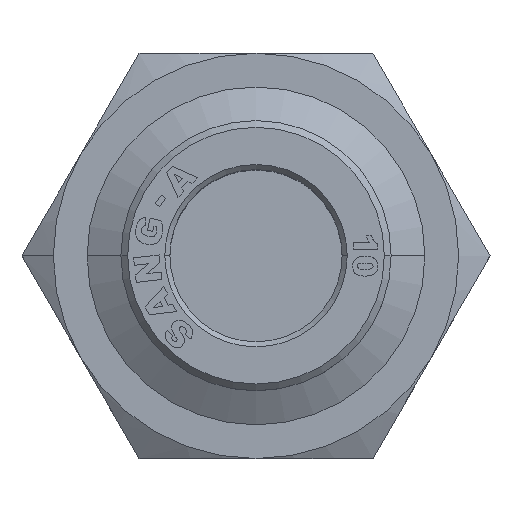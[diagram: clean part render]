
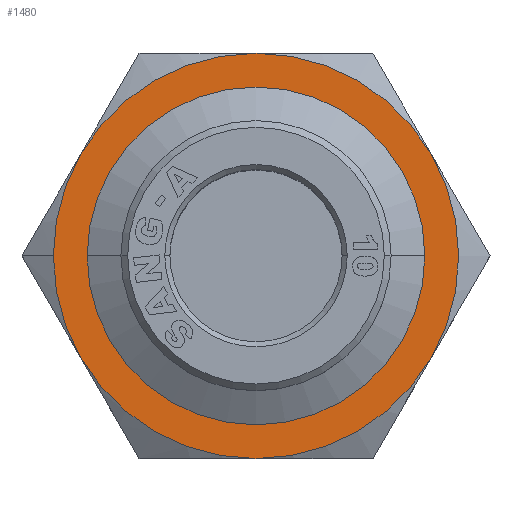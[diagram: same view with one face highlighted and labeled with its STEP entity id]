
A CAD part, top view. The second image highlights one B-rep face of the part: STEP entity #1480.
In plain terms, the highlighted planar face has unit normal (0, 0, 1).
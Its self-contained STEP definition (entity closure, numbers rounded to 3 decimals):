
#145 = CARTESIAN_POINT ( 'NONE',  ( -10.392, 6., 8.2 ) ) ;
#262 = ORIENTED_EDGE ( 'NONE', *, *, #5821, .F. ) ;
#634 = CIRCLE ( 'NONE', #8631, 12. ) ;
#663 = DIRECTION ( 'NONE',  ( 1., 0., 0. ) ) ;
#704 = PLANE ( 'NONE',  #9854 ) ;
#1480 = ADVANCED_FACE ( 'NONE', ( #12494, #6541 ), #704, .F. ) ;
#1580 = DIRECTION ( 'NONE',  ( 0., 0., -1. ) ) ;
#1702 = ORIENTED_EDGE ( 'NONE', *, *, #5905, .F. ) ;
#1706 = ORIENTED_EDGE ( 'NONE', *, *, #11665, .F. ) ;
#1814 = CARTESIAN_POINT ( 'NONE',  ( 0., 0., 8.2 ) ) ;
#2252 = VERTEX_POINT ( 'NONE', #7413 ) ;
#2357 = CIRCLE ( 'NONE', #13203, 12. ) ;
#2543 = DIRECTION ( 'NONE',  ( 0., 0., -1. ) ) ;
#2701 = CARTESIAN_POINT ( 'NONE',  ( 0., 0., 8.2 ) ) ;
#2736 = VERTEX_POINT ( 'NONE', #4896 ) ;
#3110 = DIRECTION ( 'NONE',  ( 0., 0., 1. ) ) ;
#3146 = CARTESIAN_POINT ( 'NONE',  ( 0., 0., 8.2 ) ) ;
#3357 = AXIS2_PLACEMENT_3D ( 'NONE', #15108, #4268, #6732 ) ;
#3482 = CARTESIAN_POINT ( 'NONE',  ( 10.392, 6., 8.2 ) ) ;
#3725 = DIRECTION ( 'NONE',  ( -1., 0., 0. ) ) ;
#3761 = CARTESIAN_POINT ( 'NONE',  ( 0., 0., 8.2 ) ) ;
#3821 = DIRECTION ( 'NONE',  ( 0., 0., -1. ) ) ;
#4140 = VERTEX_POINT ( 'NONE', #7123 ) ;
#4268 = DIRECTION ( 'NONE',  ( 0., 0., -1. ) ) ;
#4443 = EDGE_CURVE ( 'NONE', #6720, #7703, #13205, .T. ) ;
#4631 = DIRECTION ( 'NONE',  ( 0., 0., -1. ) ) ;
#4757 = AXIS2_PLACEMENT_3D ( 'NONE', #8011, #3110, #14054 ) ;
#4896 = CARTESIAN_POINT ( 'NONE',  ( -10., 0., 8.2 ) ) ;
#5016 = DIRECTION ( 'NONE',  ( -1., 0., 0. ) ) ;
#5440 = DIRECTION ( 'NONE',  ( -1., 0., 0. ) ) ;
#5821 = EDGE_CURVE ( 'NONE', #7131, #14426, #10653, .T. ) ;
#5826 = CARTESIAN_POINT ( 'NONE',  ( 0., 0., 8.2 ) ) ;
#5849 = ORIENTED_EDGE ( 'NONE', *, *, #6411, .F. ) ;
#5905 = EDGE_CURVE ( 'NONE', #2736, #4140, #10279, .T. ) ;
#6411 = EDGE_CURVE ( 'NONE', #2252, #7131, #13173, .T. ) ;
#6541 = FACE_OUTER_BOUND ( 'NONE', #7903, .T. ) ;
#6720 = VERTEX_POINT ( 'NONE', #12029 ) ;
#6732 = DIRECTION ( 'NONE',  ( -1., 0., 0. ) ) ;
#6876 = AXIS2_PLACEMENT_3D ( 'NONE', #10899, #2543, #5016 ) ;
#7123 = CARTESIAN_POINT ( 'NONE',  ( 10., 0., 8.2 ) ) ;
#7131 = VERTEX_POINT ( 'NONE', #7959 ) ;
#7413 = CARTESIAN_POINT ( 'NONE',  ( -10.392, -6., 8.2 ) ) ;
#7703 = VERTEX_POINT ( 'NONE', #3482 ) ;
#7856 = DIRECTION ( 'NONE',  ( 0., 0., 1. ) ) ;
#7903 = EDGE_LOOP ( 'NONE', ( #13841, #262, #5849, #11763, #10950, #1706, #12943 ) ) ;
#7952 = CIRCLE ( 'NONE', #13108, 12. ) ;
#7959 = CARTESIAN_POINT ( 'NONE',  ( -12., 0., 8.2 ) ) ;
#8011 = CARTESIAN_POINT ( 'NONE',  ( 0., 0., 8.2 ) ) ;
#8015 = AXIS2_PLACEMENT_3D ( 'NONE', #3761, #9655, #12193 ) ;
#8175 = DIRECTION ( 'NONE',  ( -1., 0., 0. ) ) ;
#8226 = CIRCLE ( 'NONE', #4757, 10. ) ;
#8409 = VERTEX_POINT ( 'NONE', #10035 ) ;
#8631 = AXIS2_PLACEMENT_3D ( 'NONE', #10912, #3821, #3725 ) ;
#8647 = EDGE_LOOP ( 'NONE', ( #11489, #1702 ) ) ;
#8688 = EDGE_CURVE ( 'NONE', #12582, #8409, #634, .T. ) ;
#9418 = EDGE_CURVE ( 'NONE', #4140, #2736, #8226, .T. ) ;
#9655 = DIRECTION ( 'NONE',  ( 0., 0., -1. ) ) ;
#9854 = AXIS2_PLACEMENT_3D ( 'NONE', #3146, #12691, #5440 ) ;
#10035 = CARTESIAN_POINT ( 'NONE',  ( 0., -12., 8.2 ) ) ;
#10201 = DIRECTION ( 'NONE',  ( 0., 0., -1. ) ) ;
#10279 = CIRCLE ( 'NONE', #10400, 10. ) ;
#10400 = AXIS2_PLACEMENT_3D ( 'NONE', #1814, #7856, #663 ) ;
#10484 = EDGE_CURVE ( 'NONE', #14426, #6720, #11745, .T. ) ;
#10653 = CIRCLE ( 'NONE', #14969, 12. ) ;
#10688 = CARTESIAN_POINT ( 'NONE',  ( 10.392, -6., 8.2 ) ) ;
#10899 = CARTESIAN_POINT ( 'NONE',  ( 0., 0., 8.2 ) ) ;
#10912 = CARTESIAN_POINT ( 'NONE',  ( 0., 0., 8.2 ) ) ;
#10950 = ORIENTED_EDGE ( 'NONE', *, *, #8688, .F. ) ;
#11058 = DIRECTION ( 'NONE',  ( -1., 0., 0. ) ) ;
#11489 = ORIENTED_EDGE ( 'NONE', *, *, #9418, .F. ) ;
#11665 = EDGE_CURVE ( 'NONE', #7703, #12582, #2357, .T. ) ;
#11745 = CIRCLE ( 'NONE', #3357, 12. ) ;
#11763 = ORIENTED_EDGE ( 'NONE', *, *, #12332, .F. ) ;
#12029 = CARTESIAN_POINT ( 'NONE',  ( 0., 12., 8.2 ) ) ;
#12193 = DIRECTION ( 'NONE',  ( -1., 0., 0. ) ) ;
#12332 = EDGE_CURVE ( 'NONE', #8409, #2252, #7952, .T. ) ;
#12494 = FACE_BOUND ( 'NONE', #8647, .T. ) ;
#12582 = VERTEX_POINT ( 'NONE', #10688 ) ;
#12691 = DIRECTION ( 'NONE',  ( 0., 0., -1. ) ) ;
#12943 = ORIENTED_EDGE ( 'NONE', *, *, #4443, .F. ) ;
#13108 = AXIS2_PLACEMENT_3D ( 'NONE', #2701, #1580, #11058 ) ;
#13173 = CIRCLE ( 'NONE', #8015, 12. ) ;
#13203 = AXIS2_PLACEMENT_3D ( 'NONE', #14878, #10201, #13805 ) ;
#13205 = CIRCLE ( 'NONE', #6876, 12. ) ;
#13805 = DIRECTION ( 'NONE',  ( -1., 0., 0. ) ) ;
#13841 = ORIENTED_EDGE ( 'NONE', *, *, #10484, .F. ) ;
#14054 = DIRECTION ( 'NONE',  ( 1., 0., 0. ) ) ;
#14426 = VERTEX_POINT ( 'NONE', #145 ) ;
#14878 = CARTESIAN_POINT ( 'NONE',  ( 0., 0., 8.2 ) ) ;
#14969 = AXIS2_PLACEMENT_3D ( 'NONE', #5826, #4631, #8175 ) ;
#15108 = CARTESIAN_POINT ( 'NONE',  ( 0., 0., 8.2 ) ) ;
